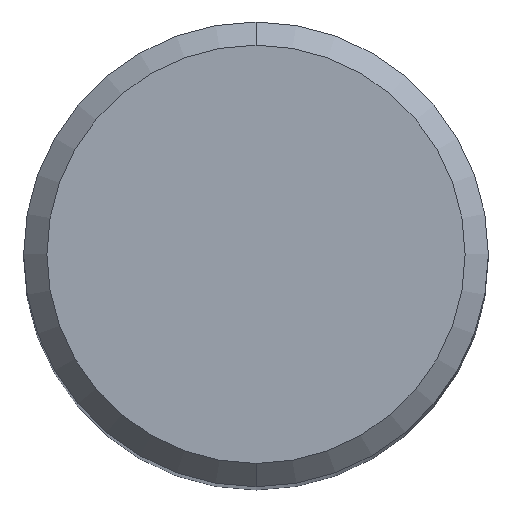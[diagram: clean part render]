
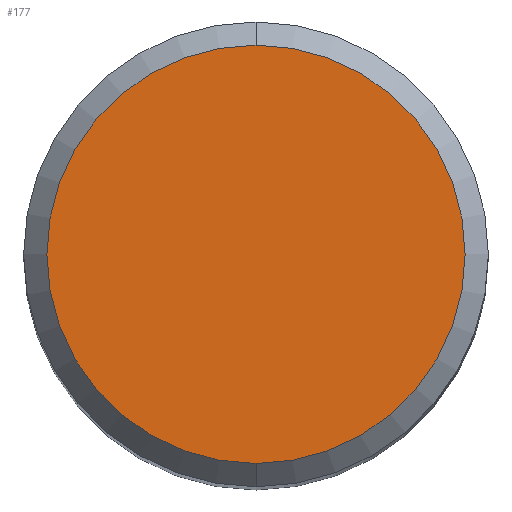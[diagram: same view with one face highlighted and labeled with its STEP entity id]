
A CAD part, top view. The second image highlights one B-rep face of the part: STEP entity #177.
In plain terms, the highlighted planar face has unit normal (0, 0, 1).
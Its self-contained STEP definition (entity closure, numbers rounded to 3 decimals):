
#151=VERTEX_POINT('',#309);
#153=EDGE_CURVE('',#165,#151,#311,.T.);
#165=VERTEX_POINT('',#326);
#177=ADVANCED_FACE('',(#338),#339,.T.);
#223=EDGE_CURVE('',#151,#165,#391,.T.);
#309=CARTESIAN_POINT('',(0.0,4.5,0.0));
#311=CIRCLE('',#489,4.5);
#326=CARTESIAN_POINT('',(0.,-4.5,0.0));
#338=FACE_OUTER_BOUND('',#521,.T.);
#339=PLANE('',#522);
#391=CIRCLE('',#592,4.5);
#489=AXIS2_PLACEMENT_3D('',#675,#676,#677);
#521=EDGE_LOOP('',(#712,#713));
#522=AXIS2_PLACEMENT_3D('',#714,#715,#716);
#592=AXIS2_PLACEMENT_3D('',#787,#788,#789);
#675=CARTESIAN_POINT('',(0.0,0.0,0.0));
#676=DIRECTION('',(0.0,0.0,-1.0));
#677=DIRECTION('',(0.0,1.0,0.0));
#712=ORIENTED_EDGE('',*,*,#223,.F.);
#713=ORIENTED_EDGE('',*,*,#153,.F.);
#714=CARTESIAN_POINT('',(0.0,2.25,0.0));
#715=DIRECTION('',(-0.0,0.0,1.0));
#716=DIRECTION('',(0.0,-1.0,0.0));
#787=CARTESIAN_POINT('',(0.0,0.0,0.0));
#788=DIRECTION('',(0.0,0.0,-1.0));
#789=DIRECTION('',(0.0,1.0,0.0));
